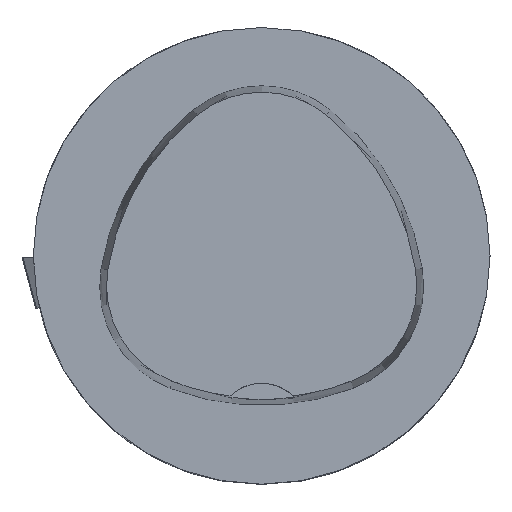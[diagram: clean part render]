
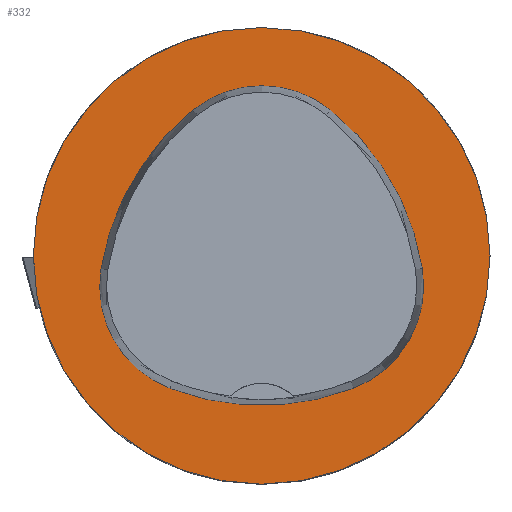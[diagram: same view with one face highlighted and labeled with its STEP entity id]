
A CAD part, top view. The second image highlights one B-rep face of the part: STEP entity #332.
In plain terms, the highlighted planar face has unit normal (0, 0, 1).
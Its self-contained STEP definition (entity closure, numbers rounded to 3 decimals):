
#128=FACE_BOUND('',#612,.T.);
#129=FACE_BOUND('',#613,.T.);
#232=CIRCLE('',#2273,25.);
#233=CIRCLE('',#2279,28.);
#235=CIRCLE('',#2282,12.);
#237=CIRCLE('',#2285,28.);
#239=CIRCLE('',#2288,12.);
#243=CIRCLE('',#2293,28.);
#245=CIRCLE('',#2296,12.);
#332=ADVANCED_FACE('',(#128,#129),#404,.T.);
#404=PLANE('',#2301);
#612=EDGE_LOOP('',(#1154,#1155,#1156,#1157,#1158,#1159));
#613=EDGE_LOOP('',(#1160));
#1154=ORIENTED_EDGE('',*,*,#1718,.T.);
#1155=ORIENTED_EDGE('',*,*,#1698,.T.);
#1156=ORIENTED_EDGE('',*,*,#1702,.T.);
#1157=ORIENTED_EDGE('',*,*,#1705,.T.);
#1158=ORIENTED_EDGE('',*,*,#1708,.T.);
#1159=ORIENTED_EDGE('',*,*,#1716,.T.);
#1160=ORIENTED_EDGE('',*,*,#1689,.F.);
#1425=VERTEX_POINT('',#4290);
#1434=VERTEX_POINT('',#4309);
#1435=VERTEX_POINT('',#4310);
#1438=VERTEX_POINT('',#4318);
#1440=VERTEX_POINT('',#4324);
#1442=VERTEX_POINT('',#4330);
#1449=VERTEX_POINT('',#4351);
#1689=EDGE_CURVE('',#1425,#1425,#232,.T.);
#1698=EDGE_CURVE('',#1434,#1435,#233,.T.);
#1702=EDGE_CURVE('',#1435,#1438,#235,.T.);
#1705=EDGE_CURVE('',#1438,#1440,#237,.T.);
#1708=EDGE_CURVE('',#1440,#1442,#239,.T.);
#1716=EDGE_CURVE('',#1442,#1449,#243,.T.);
#1718=EDGE_CURVE('',#1449,#1434,#245,.T.);
#2273=AXIS2_PLACEMENT_3D('',#4289,#2752,#2753);
#2279=AXIS2_PLACEMENT_3D('',#4308,#2768,#2769);
#2282=AXIS2_PLACEMENT_3D('',#4317,#2776,#2777);
#2285=AXIS2_PLACEMENT_3D('',#4323,#2783,#2784);
#2288=AXIS2_PLACEMENT_3D('',#4329,#2790,#2791);
#2293=AXIS2_PLACEMENT_3D('',#4352,#2802,#2803);
#2296=AXIS2_PLACEMENT_3D('',#4355,#2808,#2809);
#2301=AXIS2_PLACEMENT_3D('',#4360,#2818,#2819);
#2752=DIRECTION('',(0.,0.,-1.));
#2753=DIRECTION('',(-1.,0.,0.));
#2768=DIRECTION('',(0.,0.,-1.));
#2769=DIRECTION('',(-1.,0.,0.));
#2776=DIRECTION('',(0.,0.,-1.));
#2777=DIRECTION('',(-1.,0.,0.));
#2783=DIRECTION('',(0.,0.,-1.));
#2784=DIRECTION('',(-1.,0.,0.));
#2790=DIRECTION('',(0.,0.,-1.));
#2791=DIRECTION('',(-1.,0.,0.));
#2802=DIRECTION('',(0.,0.,-1.));
#2803=DIRECTION('',(-1.,0.,0.));
#2808=DIRECTION('',(0.,0.,-1.));
#2809=DIRECTION('',(-1.,0.,0.));
#2818=DIRECTION('',(0.,0.,1.));
#2819=DIRECTION('',(1.,0.,0.));
#4289=CARTESIAN_POINT('',(0.,0.,0.));
#4290=CARTESIAN_POINT('',(-25.,0.,0.));
#4308=CARTESIAN_POINT('',(10.068,-5.824,0.));
#4309=CARTESIAN_POINT('',(-17.584,-1.424,0.));
#4310=CARTESIAN_POINT('',(-7.531,15.953,0.));
#4317=CARTESIAN_POINT('',(0.011,6.62,0.));
#4318=CARTESIAN_POINT('',(7.567,15.942,0.));
#4323=CARTESIAN_POINT('',(-10.063,-5.81,0.));
#4324=CARTESIAN_POINT('',(17.59,-1.418,0.));
#4329=CARTESIAN_POINT('',(5.739,-3.3,0.));
#4330=CARTESIAN_POINT('',(10.05,-14.499,0.));
#4351=CARTESIAN_POINT('',(-10.025,-14.516,0.));
#4352=CARTESIAN_POINT('',(-0.01,11.631,0.));
#4355=CARTESIAN_POINT('',(-5.733,-3.31,0.));
#4360=CARTESIAN_POINT('',(0.,0.,0.));
